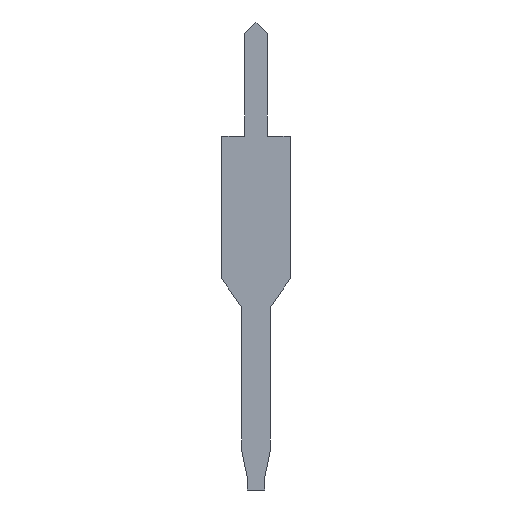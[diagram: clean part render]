
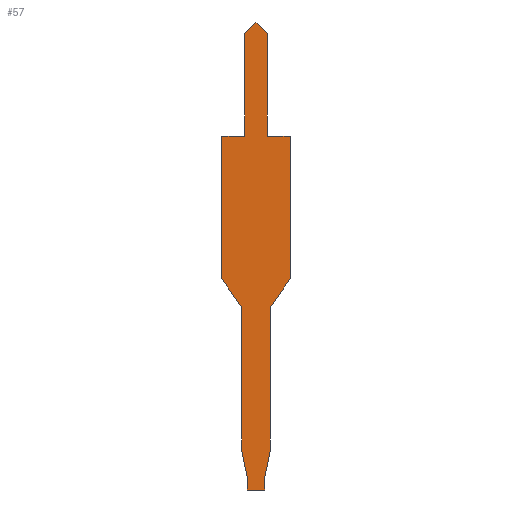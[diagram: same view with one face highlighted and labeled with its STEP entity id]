
A CAD part, front view. The second image highlights one B-rep face of the part: STEP entity #57.
In plain terms, the highlighted planar face has unit normal (0, -1, 0).
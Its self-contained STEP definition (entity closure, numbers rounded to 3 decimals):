
#24 = VERTEX_POINT('',#25);
#25 = CARTESIAN_POINT('',(-23.55,19.865,-3.965));
#40 = VERTEX_POINT('',#41);
#41 = CARTESIAN_POINT('',(-23.25,19.865,-3.965));
#47 = EDGE_CURVE('',#24,#40,#48,.T.);
#48 = LINE('',#49,#50);
#49 = CARTESIAN_POINT('',(-23.4,19.865,-3.965));
#50 = VECTOR('',#51,1.);
#51 = DIRECTION('',(1.,0.,0.));
#57 = ADVANCED_FACE('',(#58),#187,.T.);
#58 = FACE_BOUND('',#59,.T.);
#59 = EDGE_LOOP('',(#60,#61,#69,#77,#85,#93,#101,#109,#117,#125,#133,
    #141,#149,#157,#165,#173,#181));
#60 = ORIENTED_EDGE('',*,*,#47,.T.);
#61 = ORIENTED_EDGE('',*,*,#62,.T.);
#62 = EDGE_CURVE('',#40,#63,#65,.T.);
#63 = VERTEX_POINT('',#64);
#64 = CARTESIAN_POINT('',(-23.25,19.865,-3.765));
#65 = LINE('',#66,#67);
#66 = CARTESIAN_POINT('',(-23.25,19.865,-3.265));
#67 = VECTOR('',#68,1.);
#68 = DIRECTION('',(0.,0.,1.));
#69 = ORIENTED_EDGE('',*,*,#70,.T.);
#70 = EDGE_CURVE('',#63,#71,#73,.T.);
#71 = VERTEX_POINT('',#72);
#72 = CARTESIAN_POINT('',(-23.15,19.865,-3.265));
#73 = LINE('',#74,#75);
#74 = CARTESIAN_POINT('',(-23.155,19.865,-3.289));
#75 = VECTOR('',#76,1.);
#76 = DIRECTION('',(0.196,0.,0.981));
#77 = ORIENTED_EDGE('',*,*,#78,.T.);
#78 = EDGE_CURVE('',#71,#79,#81,.T.);
#79 = VERTEX_POINT('',#80);
#80 = CARTESIAN_POINT('',(-23.15,19.865,-0.765));
#81 = LINE('',#82,#83);
#82 = CARTESIAN_POINT('',(-23.15,19.865,-3.265));
#83 = VECTOR('',#84,1.);
#84 = DIRECTION('',(0.,0.,1.));
#85 = ORIENTED_EDGE('',*,*,#86,.T.);
#86 = EDGE_CURVE('',#79,#87,#89,.T.);
#87 = VERTEX_POINT('',#88);
#88 = CARTESIAN_POINT('',(-22.8,19.865,-0.265));
#89 = LINE('',#90,#91);
#90 = CARTESIAN_POINT('',(-24.464,19.865,-2.641));
#91 = VECTOR('',#92,1.);
#92 = DIRECTION('',(0.573,0.,0.819));
#93 = ORIENTED_EDGE('',*,*,#94,.T.);
#94 = EDGE_CURVE('',#87,#95,#97,.T.);
#95 = VERTEX_POINT('',#96);
#96 = CARTESIAN_POINT('',(-22.8,19.865,2.235));
#97 = LINE('',#98,#99);
#98 = CARTESIAN_POINT('',(-22.8,19.865,-3.265));
#99 = VECTOR('',#100,1.);
#100 = DIRECTION('',(0.,0.,1.));
#101 = ORIENTED_EDGE('',*,*,#102,.F.);
#102 = EDGE_CURVE('',#103,#95,#105,.T.);
#103 = VERTEX_POINT('',#104);
#104 = CARTESIAN_POINT('',(-23.2,19.865,2.235));
#105 = LINE('',#106,#107);
#106 = CARTESIAN_POINT('',(-23.4,19.865,2.235));
#107 = VECTOR('',#108,1.);
#108 = DIRECTION('',(1.,0.,0.));
#109 = ORIENTED_EDGE('',*,*,#110,.T.);
#110 = EDGE_CURVE('',#103,#111,#113,.T.);
#111 = VERTEX_POINT('',#112);
#112 = CARTESIAN_POINT('',(-23.2,19.865,4.035));
#113 = LINE('',#114,#115);
#114 = CARTESIAN_POINT('',(-23.2,19.865,-3.265));
#115 = VECTOR('',#116,1.);
#116 = DIRECTION('',(0.,0.,1.));
#117 = ORIENTED_EDGE('',*,*,#118,.F.);
#118 = EDGE_CURVE('',#119,#111,#121,.T.);
#119 = VERTEX_POINT('',#120);
#120 = CARTESIAN_POINT('',(-23.4,19.865,4.235));
#121 = LINE('',#122,#123);
#122 = CARTESIAN_POINT('',(-21.475,19.865,2.31));
#123 = VECTOR('',#124,1.);
#124 = DIRECTION('',(0.707,0.,-0.707)
  );
#125 = ORIENTED_EDGE('',*,*,#126,.F.);
#126 = EDGE_CURVE('',#127,#119,#129,.T.);
#127 = VERTEX_POINT('',#128);
#128 = CARTESIAN_POINT('',(-23.6,19.865,4.035));
#129 = LINE('',#130,#131);
#130 = CARTESIAN_POINT('',(-25.325,19.865,2.31));
#131 = VECTOR('',#132,1.);
#132 = DIRECTION('',(0.707,0.,0.707));
#133 = ORIENTED_EDGE('',*,*,#134,.T.);
#134 = EDGE_CURVE('',#127,#135,#137,.T.);
#135 = VERTEX_POINT('',#136);
#136 = CARTESIAN_POINT('',(-23.6,19.865,2.235));
#137 = LINE('',#138,#139);
#138 = CARTESIAN_POINT('',(-23.6,19.865,-3.265));
#139 = VECTOR('',#140,1.);
#140 = DIRECTION('',(0.,0.,-1.));
#141 = ORIENTED_EDGE('',*,*,#142,.F.);
#142 = EDGE_CURVE('',#143,#135,#145,.T.);
#143 = VERTEX_POINT('',#144);
#144 = CARTESIAN_POINT('',(-24.,19.865,2.235));
#145 = LINE('',#146,#147);
#146 = CARTESIAN_POINT('',(-23.4,19.865,2.235));
#147 = VECTOR('',#148,1.);
#148 = DIRECTION('',(1.,0.,0.));
#149 = ORIENTED_EDGE('',*,*,#150,.T.);
#150 = EDGE_CURVE('',#143,#151,#153,.T.);
#151 = VERTEX_POINT('',#152);
#152 = CARTESIAN_POINT('',(-24.,19.865,-0.265));
#153 = LINE('',#154,#155);
#154 = CARTESIAN_POINT('',(-24.,19.865,-3.265));
#155 = VECTOR('',#156,1.);
#156 = DIRECTION('',(0.,0.,-1.));
#157 = ORIENTED_EDGE('',*,*,#158,.T.);
#158 = EDGE_CURVE('',#151,#159,#161,.T.);
#159 = VERTEX_POINT('',#160);
#160 = CARTESIAN_POINT('',(-23.65,19.865,-0.765));
#161 = LINE('',#162,#163);
#162 = CARTESIAN_POINT('',(-22.336,19.865,-2.641));
#163 = VECTOR('',#164,1.);
#164 = DIRECTION('',(0.573,0.,-0.819)
  );
#165 = ORIENTED_EDGE('',*,*,#166,.T.);
#166 = EDGE_CURVE('',#159,#167,#169,.T.);
#167 = VERTEX_POINT('',#168);
#168 = CARTESIAN_POINT('',(-23.65,19.865,-3.265));
#169 = LINE('',#170,#171);
#170 = CARTESIAN_POINT('',(-23.65,19.865,-3.265));
#171 = VECTOR('',#172,1.);
#172 = DIRECTION('',(0.,0.,-1.));
#173 = ORIENTED_EDGE('',*,*,#174,.T.);
#174 = EDGE_CURVE('',#167,#175,#177,.T.);
#175 = VERTEX_POINT('',#176);
#176 = CARTESIAN_POINT('',(-23.55,19.865,-3.765));
#177 = LINE('',#178,#179);
#178 = CARTESIAN_POINT('',(-23.645,19.865,-3.289));
#179 = VECTOR('',#180,1.);
#180 = DIRECTION('',(0.196,0.,-0.981)
  );
#181 = ORIENTED_EDGE('',*,*,#182,.T.);
#182 = EDGE_CURVE('',#175,#24,#183,.T.);
#183 = LINE('',#184,#185);
#184 = CARTESIAN_POINT('',(-23.55,19.865,-3.265));
#185 = VECTOR('',#186,1.);
#186 = DIRECTION('',(0.,0.,-1.));
#187 = PLANE('',#188);
#188 = AXIS2_PLACEMENT_3D('',#189,#190,#191);
#189 = CARTESIAN_POINT('',(-23.4,19.865,-3.265));
#190 = DIRECTION('',(0.,-1.,0.));
#191 = DIRECTION('',(0.,0.,-1.));
